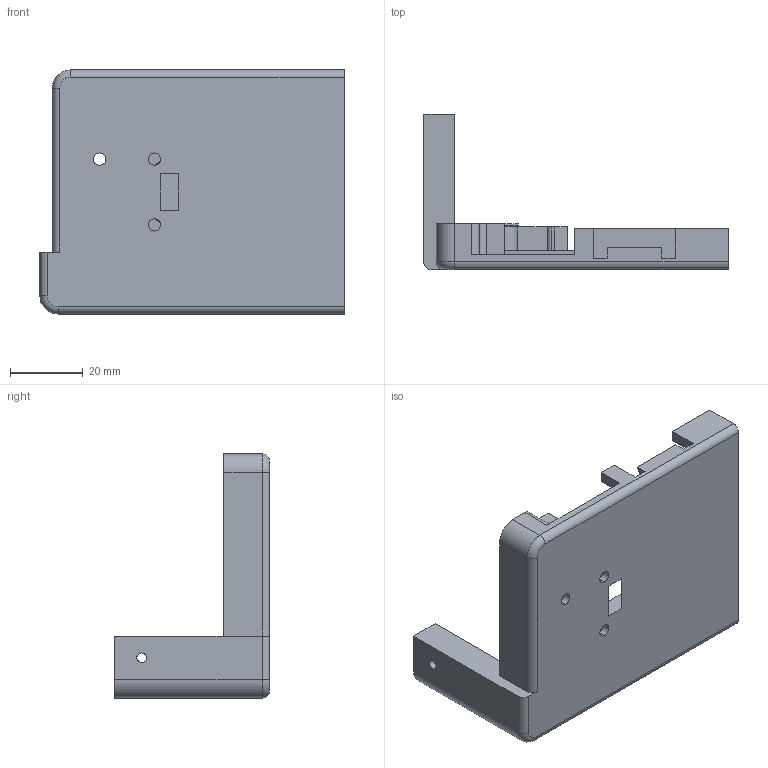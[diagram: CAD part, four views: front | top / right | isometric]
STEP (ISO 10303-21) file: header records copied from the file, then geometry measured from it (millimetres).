
FILE_DESCRIPTION (( 'STEP AP214' ), '1' );
FILE_NAME ('base - 1-25-2026.STEP', '2026-01-26T06:36:37', ( '' ), ( '' ), 'SwSTEP 2.0', 'SolidWorks 2025', '' );
FILE_SCHEMA (( 'AUTOMOTIVE_DESIGN' ));
Length unit declared in the file: millimetre
Products named in the file (1): base - 1-25-2026
Bounding box: 83.4 x 42.5 x 66.9 mm (x, y, z)
Volume: 40389.3 mm3; surface area: 22279.1 mm2
Topology: 3 solids, 3 shells, 157 faces, 426 edges, 280 vertices
Faces by surface type: plane 109, cylinder 44, cone 2, torus 2
Entity records: 4993 total; most frequent: CARTESIAN_POINT 864, ORIENTED_EDGE 852, DIRECTION 834, EDGE_CURVE 426, VECTOR 334, LINE 334, VERTEX_POINT 280, AXIS2_PLACEMENT_3D 250
